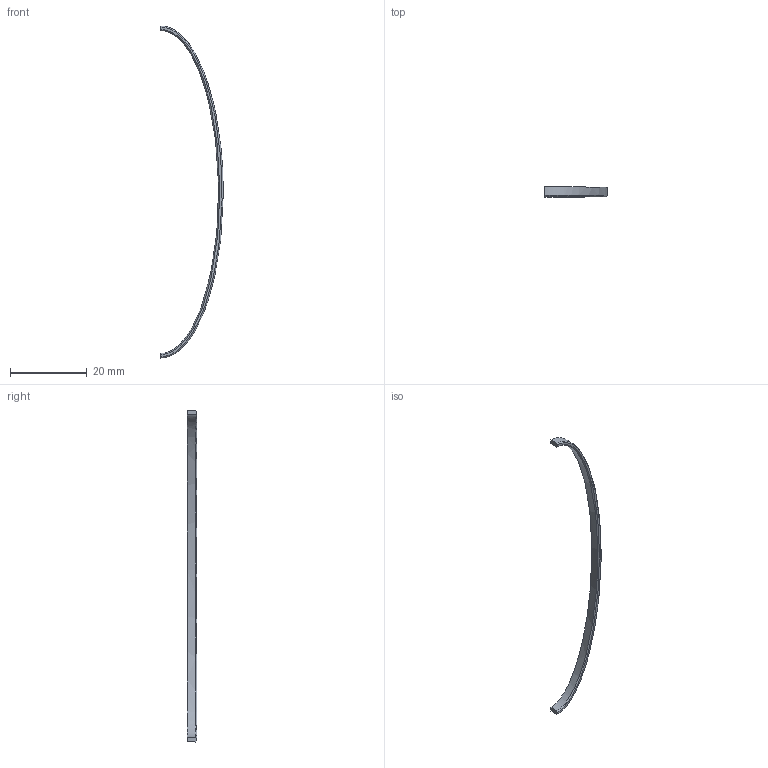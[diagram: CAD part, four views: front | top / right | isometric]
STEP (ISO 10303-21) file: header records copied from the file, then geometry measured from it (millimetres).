
FILE_DESCRIPTION(/* description */ (''),/* implementation_level */ '2;1');
FILE_NAME(/* name */ 'HackitBack v0.3 - Ring',/* time_stamp */ '2022-06-14T13:55:58-07:00',/* author */ (''),/* organization */ (''),/* preprocessor_version */ 'ST-DEVELOPER v16.5',/* originating_system */ '',/* authorisation */ '');
FILE_SCHEMA (('AUTOMOTIVE_DESIGN'));
Length unit declared in the file: millimetre
Products named in the file (1): Document
Bounding box: 16.35 x 2.5 x 86.7 mm (x, y, z)
Volume: 263.2 mm3; surface area: 672.6 mm2
Topology: 1 solids, 1 shells, 8 faces, 18 edges, 12 vertices
Faces by surface type: plane 4, bspline 4
Entity records: 583 total; most frequent: CARTESIAN_POINT 427, ORIENTED_EDGE 36, EDGE_CURVE 18, B_SPLINE_CURVE_WITH_KNOTS 16, VERTEX_POINT 12, ADVANCED_FACE 8, FACE_OUTER_BOUND 8, EDGE_LOOP 8
